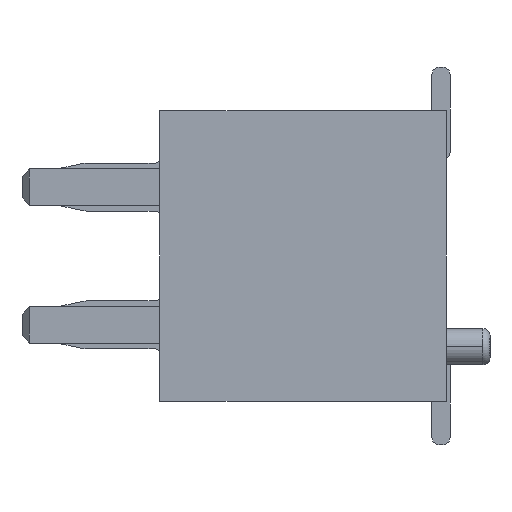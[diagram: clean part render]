
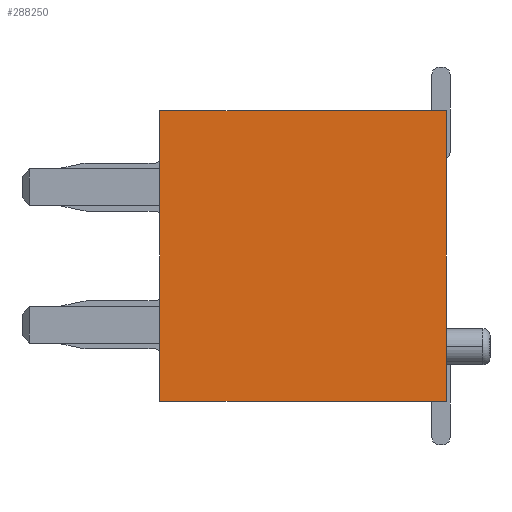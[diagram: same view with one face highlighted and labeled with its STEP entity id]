
A CAD part, left-side view. The second image highlights one B-rep face of the part: STEP entity #288250.
In plain terms, the highlighted face is planar.
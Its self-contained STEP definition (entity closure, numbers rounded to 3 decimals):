
#56860=CARTESIAN_POINT('',(-92.519,97.799,12.5));
#56870=VERTEX_POINT('',#56860);
#56900=CARTESIAN_POINT('',(-96.519,97.799,12.5));
#56910=DIRECTION('',(1.,0.,0.));
#56920=VECTOR('',#56910,4.);
#56930=LINE('',#56900,#56920);
#56940=CARTESIAN_POINT('',(-96.519,97.799,12.5));
#56950=VERTEX_POINT('',#56940);
#56960=EDGE_CURVE('',#56950,#56870,#56930,.T.);
#79100=CARTESIAN_POINT('',(-92.519,93.849,12.5));
#79110=VERTEX_POINT('',#79100);
#79260=CARTESIAN_POINT('',(-96.519,93.849,12.5));
#79270=VERTEX_POINT('',#79260);
#79300=CARTESIAN_POINT('',(-92.519,93.849,12.5));
#79310=DIRECTION('',(-1.,0.,0.));
#79320=VECTOR('',#79310,4.);
#79330=LINE('',#79300,#79320);
#79340=EDGE_CURVE('',#79110,#79270,#79330,.T.);
#181640=CARTESIAN_POINT('',(-96.519,97.799,12.5));
#181650=DIRECTION('',(0.,-1.,0.));
#181660=VECTOR('',#181650,3.95);
#181670=LINE('',#181640,#181660);
#181680=EDGE_CURVE('',#56950,#79270,#181670,.T.);
#288090=CARTESIAN_POINT('',(-94.519,94.074,12.5));
#288100=DIRECTION('',(0.,0.,1.));
#288110=DIRECTION('',(1.,0.,0.));
#288120=AXIS2_PLACEMENT_3D('',#288090,#288100,#288110);
#288130=PLANE('',#288120);
#288140=ORIENTED_EDGE('',*,*,#56960,.F.);
#288150=CARTESIAN_POINT('',(-92.519,93.849,12.5));
#288160=DIRECTION('',(0.,1.,0.));
#288170=VECTOR('',#288160,3.95);
#288180=LINE('',#288150,#288170);
#288190=EDGE_CURVE('',#79110,#56870,#288180,.T.);
#288200=ORIENTED_EDGE('',*,*,#288190,.T.);
#288210=ORIENTED_EDGE('',*,*,#79340,.F.);
#288220=ORIENTED_EDGE('',*,*,#181680,.T.);
#288230=EDGE_LOOP('',(#288220,#288210,#288200,#288140));
#288240=FACE_OUTER_BOUND('',#288230,.T.);
#288250=ADVANCED_FACE('',(#288240),#288130,.T.);
